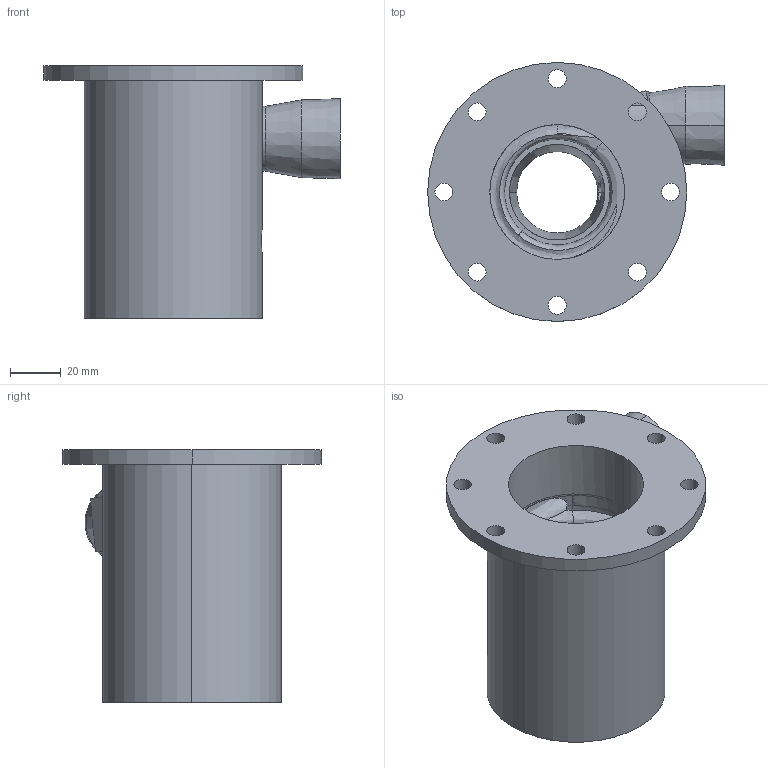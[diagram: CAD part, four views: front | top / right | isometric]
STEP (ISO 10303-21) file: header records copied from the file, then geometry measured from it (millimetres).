
FILE_DESCRIPTION (( 'STEP AP203' ), '1' );
FILE_NAME ('Kero_Test_Case_Female1.STEP', '2024-10-19T16:38:41', ( '' ), ( '' ), 'SwSTEP 2.0', 'SolidWorks 2024', '' );
FILE_SCHEMA (( 'CONFIG_CONTROL_DESIGN' ));
Length unit declared in the file: inch
Products named in the file (1): Kero_Test_Case_Female1
Bounding box: 116.32 x 101.6 x 99.07 mm (x, y, z)
Volume: 279063.6 mm3; surface area: 56796.8 mm2
Topology: 1 solids, 1 shells, 86 faces, 226 edges, 142 vertices
Faces by surface type: bspline 30, cylinder 28, cone 17, plane 11
Entity records: 6993 total; most frequent: CARTESIAN_POINT 4938, ORIENTED_EDGE 452, DIRECTION 366, EDGE_CURVE 226, AXIS2_PLACEMENT_3D 157, VERTEX_POINT 142, EDGE_LOOP 108, CIRCLE 100
